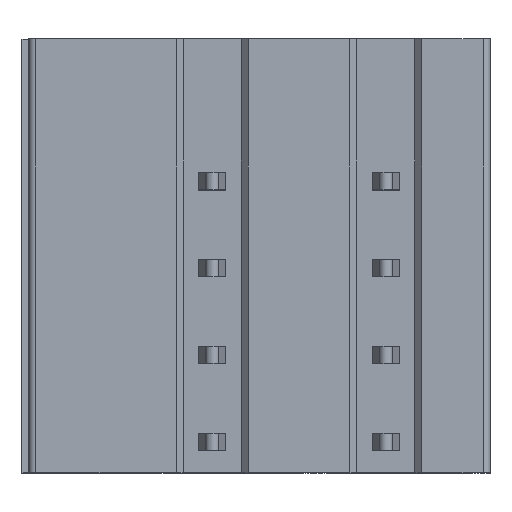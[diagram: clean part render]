
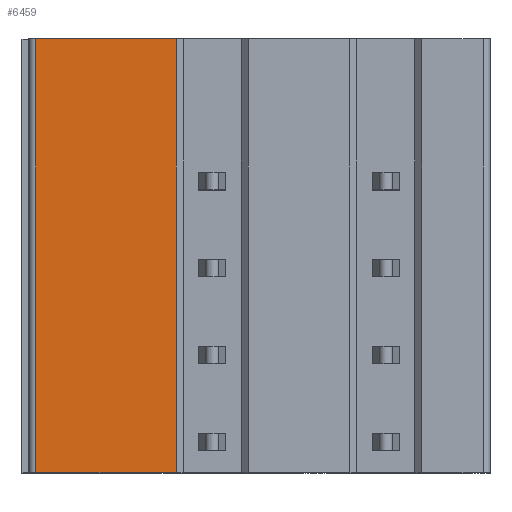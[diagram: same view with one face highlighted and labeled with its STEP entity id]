
A CAD part, top view. The second image highlights one B-rep face of the part: STEP entity #6459.
In plain terms, the highlighted planar face has unit normal (0, 0, 1).
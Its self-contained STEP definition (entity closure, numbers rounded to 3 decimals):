
#605=DIRECTION('',(0.,1.,0.));
#606=VECTOR('',#605,12.7);
#607=CARTESIAN_POINT('',(-13.3,-7.62,0.));
#608=LINE('',#607,#606);
#613=DIRECTION('',(0.,1.,0.));
#614=VECTOR('',#613,12.7);
#615=CARTESIAN_POINT('',(-9.18,-7.62,0.));
#616=LINE('',#615,#614);
#1085=DIRECTION('',(1.,0.,0.));
#1086=VECTOR('',#1085,4.12);
#1087=CARTESIAN_POINT('',(-13.3,-7.62,0.));
#1088=LINE('',#1087,#1086);
#1899=DIRECTION('',(1.,0.,0.));
#1900=VECTOR('',#1899,4.12);
#1901=CARTESIAN_POINT('',(-13.3,5.08,0.));
#1902=LINE('',#1901,#1900);
#4507=CARTESIAN_POINT('',(-13.3,5.08,0.));
#4508=VERTEX_POINT('',#4507);
#4601=CARTESIAN_POINT('',(-9.18,5.08,0.));
#4602=VERTEX_POINT('',#4601);
#5015=CARTESIAN_POINT('',(-13.3,-7.62,0.));
#5016=VERTEX_POINT('',#5015);
#5059=CARTESIAN_POINT('',(-9.18,-7.62,0.));
#5060=VERTEX_POINT('',#5059);
#6444=CARTESIAN_POINT('',(-13.3,0.,0.));
#6445=DIRECTION('',(0.,0.,1.));
#6446=DIRECTION('',(1.,0.,0.));
#6447=AXIS2_PLACEMENT_3D('',#6444,#6445,#6446);
#6448=PLANE('',#6447);
#6450=ORIENTED_EDGE('',*,*,#6449,.F.);
#6452=ORIENTED_EDGE('',*,*,#6451,.F.);
#6454=ORIENTED_EDGE('',*,*,#6453,.T.);
#6456=ORIENTED_EDGE('',*,*,#6455,.T.);
#6457=EDGE_LOOP('',(#6450,#6452,#6454,#6456));
#6458=FACE_OUTER_BOUND('',#6457,.F.);
#6449=EDGE_CURVE('',#5060,#4602,#616,.T.);
#6451=EDGE_CURVE('',#5016,#5060,#1088,.T.);
#6453=EDGE_CURVE('',#5016,#4508,#608,.T.);
#6455=EDGE_CURVE('',#4508,#4602,#1902,.T.);
#6459=ADVANCED_FACE('',(#6458),#6448,.T.);
